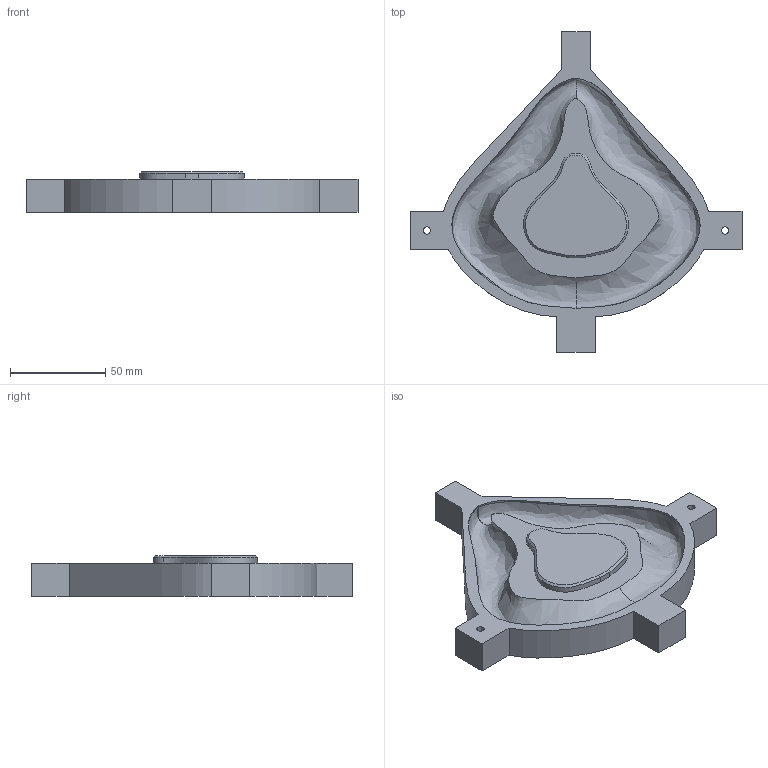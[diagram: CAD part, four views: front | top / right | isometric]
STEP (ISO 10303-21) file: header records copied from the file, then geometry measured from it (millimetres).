
FILE_DESCRIPTION(/* description */ (''),/* implementation_level */ '2;1');
FILE_NAME(/* name */ '5f07a8ebb248d91475367720',/* time_stamp */ '2020-07-09T23:31:56+00:00',/* author */ (''),/* organization */ (''),/* preprocessor_version */ 'ST-DEVELOPER v16.7',/* originating_system */ $,/* authorisation */ $);
FILE_SCHEMA (('AUTOMOTIVE_DESIGN {1 0 10303 214 3 1 1}'));
Length unit declared in the file: metre
Products named in the file (1): Mould part 1
Bounding box: 173.96 x 168.08 x 21.4 mm (x, y, z)
Volume: 199838.9 mm3; surface area: 42772.8 mm2
Topology: 1 solids, 1 shells, 68 faces, 179 edges, 113 vertices
Faces by surface type: plane 47, bspline 14, cylinder 5, cone 2
Full cylindrical faces by diameter (mm): 3.8 x2
Entity records: 7437 total; most frequent: CARTESIAN_POINT 5988, ORIENTED_EDGE 350, DIRECTION 192, EDGE_CURVE 175, VERTEX_POINT 111, B_SPLINE_CURVE_WITH_KNOTS 106, EDGE_LOOP 76, FACE_BOUND 76
